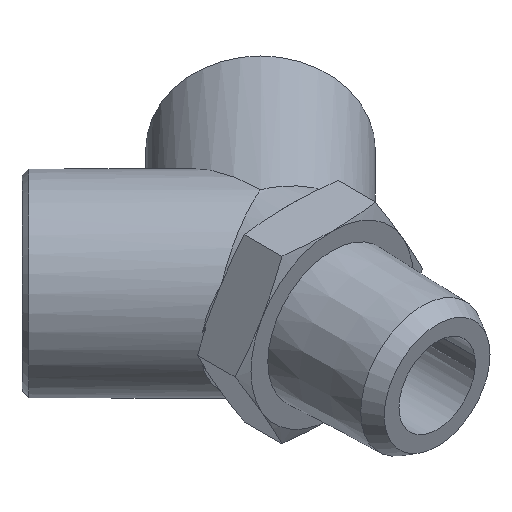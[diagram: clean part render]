
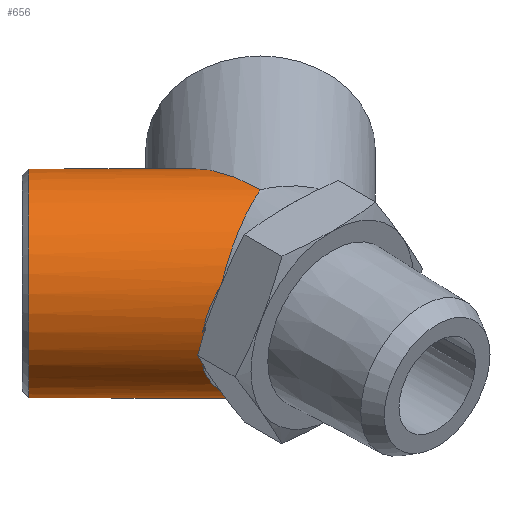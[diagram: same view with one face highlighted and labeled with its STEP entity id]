
A CAD part, isometric view. The second image highlights one B-rep face of the part: STEP entity #656.
In plain terms, the highlighted cylindrical face has radius 8.5 mm (diameter 17 mm), a full revolution.
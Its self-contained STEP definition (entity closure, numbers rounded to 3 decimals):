
#85=B_SPLINE_CURVE_WITH_KNOTS('',3,(#1205,#1206,#1207,#1208),
 .UNSPECIFIED.,.F.,.F.,(4,4),(0.004,0.007),
 .UNSPECIFIED.);
#87=B_SPLINE_CURVE_WITH_KNOTS('',3,(#1214,#1215,#1216,#1217),
 .UNSPECIFIED.,.F.,.F.,(4,4),(0.011,0.011),
 .UNSPECIFIED.);
#88=B_SPLINE_CURVE_WITH_KNOTS('',3,(#1219,#1220,#1221,#1222),
 .UNSPECIFIED.,.F.,.F.,(4,4),(0.,0.),
 .UNSPECIFIED.);
#129=CIRCLE('',#741,8.5);
#269=ORIENTED_EDGE('',*,*,#385,.F.);
#270=ORIENTED_EDGE('',*,*,#347,.T.);
#271=ORIENTED_EDGE('',*,*,#378,.T.);
#272=ORIENTED_EDGE('',*,*,#395,.F.);
#273=ORIENTED_EDGE('',*,*,#391,.F.);
#274=ORIENTED_EDGE('',*,*,#397,.T.);
#275=ORIENTED_EDGE('',*,*,#386,.F.);
#276=ORIENTED_EDGE('',*,*,#394,.F.);
#277=ORIENTED_EDGE('',*,*,#359,.T.);
#278=ORIENTED_EDGE('',*,*,#349,.T.);
#279=ORIENTED_EDGE('',*,*,#358,.T.);
#280=ORIENTED_EDGE('',*,*,#392,.F.);
#281=ORIENTED_EDGE('',*,*,#379,.T.);
#347=EDGE_CURVE('',#429,#430,#471,.T.);
#349=EDGE_CURVE('',#431,#432,#472,.T.);
#358=EDGE_CURVE('',#432,#440,#473,.T.);
#359=EDGE_CURVE('',#438,#431,#474,.T.);
#378=EDGE_CURVE('',#430,#450,#479,.T.);
#379=EDGE_CURVE('',#449,#429,#480,.T.);
#385=EDGE_CURVE('',#456,#456,#129,.T.);
#386=EDGE_CURVE('',#457,#458,#481,.F.);
#391=EDGE_CURVE('',#462,#460,#484,.F.);
#392=EDGE_CURVE('',#449,#440,#85,.T.);
#394=EDGE_CURVE('',#438,#457,#87,.T.);
#395=EDGE_CURVE('',#460,#450,#88,.T.);
#397=EDGE_CURVE('',#462,#458,#485,.T.);
#429=VERTEX_POINT('',#1074);
#430=VERTEX_POINT('',#1075);
#431=VERTEX_POINT('',#1079);
#432=VERTEX_POINT('',#1080);
#438=VERTEX_POINT('',#1098);
#440=VERTEX_POINT('',#1106);
#449=VERTEX_POINT('',#1166);
#450=VERTEX_POINT('',#1171);
#456=VERTEX_POINT('',#1189);
#457=VERTEX_POINT('',#1192);
#458=VERTEX_POINT('',#1193);
#460=VERTEX_POINT('',#1199);
#462=VERTEX_POINT('',#1202);
#471=ELLIPSE('',#711,12.021,8.5);
#472=ELLIPSE('',#713,12.021,8.5);
#473=ELLIPSE('',#719,13.88,8.5);
#474=ELLIPSE('',#720,13.88,8.5);
#479=ELLIPSE('',#730,13.88,8.5);
#480=ELLIPSE('',#731,13.88,8.5);
#481=ELLIPSE('',#743,9.2,8.5);
#484=ELLIPSE('',#749,9.2,8.5);
#485=ELLIPSE('',#754,12.021,8.5);
#529=EDGE_LOOP('',(#269));
#530=EDGE_LOOP('',(#270,#271,#272,#273,#274,#275,#276,#277,#278,#279,#280,
#281));
#593=FACE_BOUND('',#529,.T.);
#594=FACE_BOUND('',#530,.T.);
#618=CYLINDRICAL_SURFACE('',#753,8.5);
#656=ADVANCED_FACE('',(#593,#594),#618,.T.);
#711=AXIS2_PLACEMENT_3D('',#1076,#838,#839);
#713=AXIS2_PLACEMENT_3D('',#1081,#843,#844);
#719=AXIS2_PLACEMENT_3D('',#1107,#859,#860);
#720=AXIS2_PLACEMENT_3D('',#1108,#861,#862);
#730=AXIS2_PLACEMENT_3D('',#1172,#885,#886);
#731=AXIS2_PLACEMENT_3D('',#1173,#887,#888);
#741=AXIS2_PLACEMENT_3D('',#1188,#907,#908);
#743=AXIS2_PLACEMENT_3D('',#1191,#911,#912);
#749=AXIS2_PLACEMENT_3D('',#1203,#923,#924);
#753=AXIS2_PLACEMENT_3D('',#1227,#931,#932);
#754=AXIS2_PLACEMENT_3D('',#1228,#933,#934);
#838=DIRECTION('',(0.,1.,0.));
#839=DIRECTION('',(-1.,0.,0.));
#843=DIRECTION('',(0.,1.,0.));
#844=DIRECTION('',(-1.,0.,0.));
#859=DIRECTION('',(0.866,0.,0.5));
#860=DIRECTION('',(-0.224,0.894,0.387));
#861=DIRECTION('',(0.866,0.,0.5));
#862=DIRECTION('',(-0.224,0.894,0.387));
#885=DIRECTION('',(0.866,0.,-0.5));
#886=DIRECTION('',(-0.224,0.894,-0.387));
#887=DIRECTION('',(0.866,0.,-0.5));
#888=DIRECTION('',(-0.224,0.894,-0.387));
#907=DIRECTION('',(-0.707,0.707,0.));
#908=DIRECTION('',(-0.707,-0.707,0.));
#911=DIRECTION('',(-0.383,0.924,0.));
#912=DIRECTION('',(-0.924,-0.383,0.));
#923=DIRECTION('',(-0.383,0.924,0.));
#924=DIRECTION('',(-0.924,-0.383,0.));
#931=DIRECTION('',(-0.707,0.707,0.));
#932=DIRECTION('',(-0.707,-0.707,0.));
#933=DIRECTION('',(-1.,0.,0.));
#934=DIRECTION('',(0.,-1.,0.));
#1074=CARTESIAN_POINT('',(-8.961,-2.876,1.478));
#1075=CARTESIAN_POINT('',(-7.042,-2.876,4.802));
#1076=CARTESIAN_POINT('',(2.876,-2.876,0.));
#1079=CARTESIAN_POINT('',(-7.042,-2.876,-4.802));
#1080=CARTESIAN_POINT('',(-8.961,-2.876,-1.478));
#1081=CARTESIAN_POINT('',(2.876,-2.876,0.));
#1098=CARTESIAN_POINT('',(-7.05,-2.881,-4.789));
#1106=CARTESIAN_POINT('',(-8.735,-2.991,-1.87));
#1107=CARTESIAN_POINT('',(-9.815,9.815,0.));
#1108=CARTESIAN_POINT('',(-9.815,9.815,0.));
#1166=CARTESIAN_POINT('',(-8.735,-2.991,1.87));
#1171=CARTESIAN_POINT('',(-7.05,-2.881,4.789));
#1172=CARTESIAN_POINT('',(-9.815,9.815,0.));
#1173=CARTESIAN_POINT('',(-9.815,9.815,0.));
#1188=CARTESIAN_POINT('',(-12.136,12.136,0.));
#1189=CARTESIAN_POINT('',(-18.146,6.126,0.));
#1191=CARTESIAN_POINT('',(0.,0.,0.));
#1192=CARTESIAN_POINT('',(-6.941,-2.875,-4.907));
#1193=CARTESIAN_POINT('',(0.,0.,-8.5));
#1199=CARTESIAN_POINT('',(-6.941,-2.875,4.907));
#1202=CARTESIAN_POINT('',(0.,0.,8.5));
#1203=CARTESIAN_POINT('',(0.,0.,0.));
#1205=CARTESIAN_POINT('',(-8.735,-2.991,1.87));
#1206=CARTESIAN_POINT('',(-9.094,-3.017,0.664));
#1207=CARTESIAN_POINT('',(-9.098,-3.018,-0.65));
#1208=CARTESIAN_POINT('',(-8.735,-2.991,-1.87));
#1214=CARTESIAN_POINT('',(-7.05,-2.881,-4.789));
#1215=CARTESIAN_POINT('',(-7.014,-2.879,-4.829));
#1216=CARTESIAN_POINT('',(-6.978,-2.877,-4.868));
#1217=CARTESIAN_POINT('',(-6.941,-2.875,-4.907));
#1219=CARTESIAN_POINT('',(-6.941,-2.875,4.907));
#1220=CARTESIAN_POINT('',(-6.978,-2.877,4.868));
#1221=CARTESIAN_POINT('',(-7.014,-2.879,4.829));
#1222=CARTESIAN_POINT('',(-7.05,-2.881,4.789));
#1227=CARTESIAN_POINT('',(-21.213,21.213,0.));
#1228=CARTESIAN_POINT('',(0.,0.,0.));
